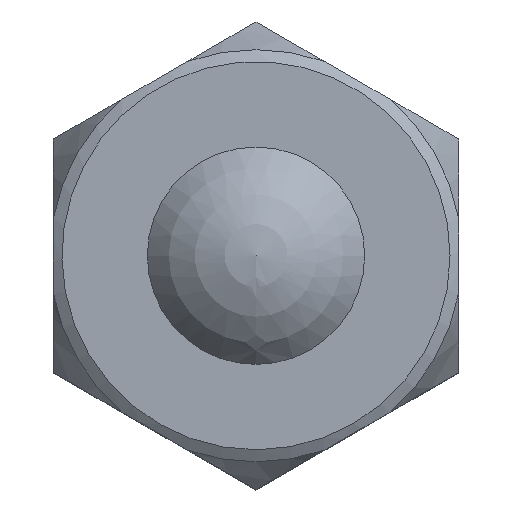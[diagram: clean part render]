
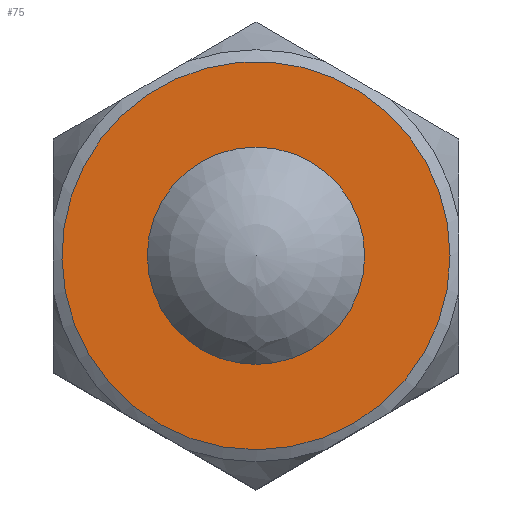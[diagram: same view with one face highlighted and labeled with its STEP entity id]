
A CAD part, top view. The second image highlights one B-rep face of the part: STEP entity #75.
In plain terms, the highlighted planar face has unit normal (0, 0, 1).
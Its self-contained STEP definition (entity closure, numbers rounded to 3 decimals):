
#75 = ADVANCED_FACE( '', ( #101, #102 ), #103, .T. );
#101 = FACE_OUTER_BOUND( '', #156, .T. );
#102 = FACE_BOUND( '', #157, .T. );
#103 = PLANE( '', #158 );
#156 = EDGE_LOOP( '', ( #211 ) );
#157 = EDGE_LOOP( '', ( #212 ) );
#158 = AXIS2_PLACEMENT_3D( '', #213, #214, #215 );
#211 = ORIENTED_EDGE( '', *, *, #392, .T. );
#212 = ORIENTED_EDGE( '', *, *, #393, .T. );
#213 = CARTESIAN_POINT( '', ( 0., 13.856, 16. ) );
#214 = DIRECTION( '', ( 0., 0., 1. ) );
#215 = DIRECTION( '', ( 1., 0., 0. ) );
#392 = EDGE_CURVE( '', #445, #445, #446, .T. );
#393 = EDGE_CURVE( '', #447, #447, #448, .F. );
#445 = VERTEX_POINT( '', #533 );
#446 = CIRCLE( '', #534, 11.5 );
#447 = VERTEX_POINT( '', #535 );
#448 = CIRCLE( '', #536, 6.442 );
#533 = CARTESIAN_POINT( '', ( 11.5, 0., 16. ) );
#534 = AXIS2_PLACEMENT_3D( '', #833, #834, #835 );
#535 = CARTESIAN_POINT( '', ( 6.442, 0., 16. ) );
#536 = AXIS2_PLACEMENT_3D( '', #836, #837, #838 );
#833 = CARTESIAN_POINT( '', ( 0., 0., 16. ) );
#834 = DIRECTION( '', ( 0., 0., 1. ) );
#835 = DIRECTION( '', ( 1., 0., 0. ) );
#836 = CARTESIAN_POINT( '', ( 0., 0., 16. ) );
#837 = DIRECTION( '', ( 0., 0., 1. ) );
#838 = DIRECTION( '', ( 1., 0., 0. ) );
